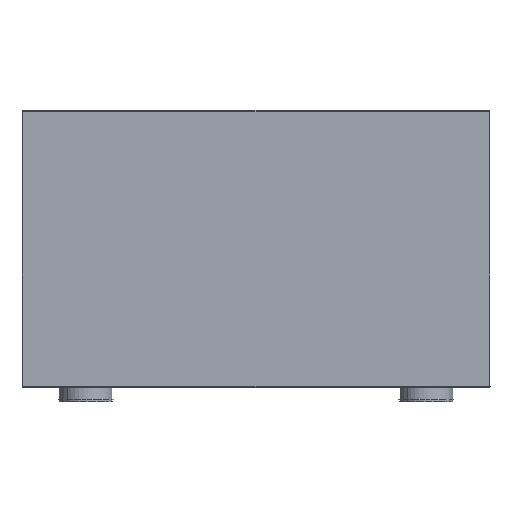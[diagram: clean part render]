
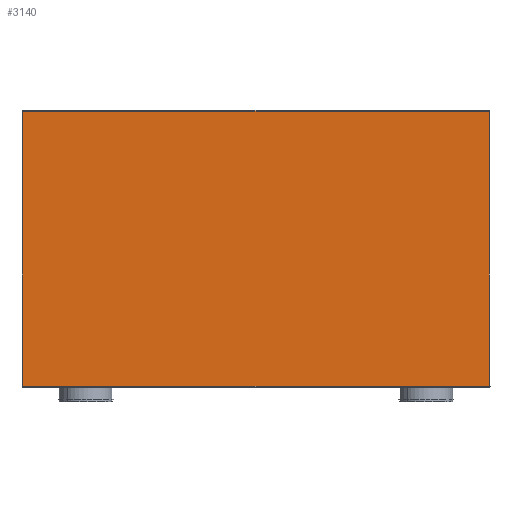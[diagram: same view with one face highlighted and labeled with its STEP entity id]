
A CAD part, top view. The second image highlights one B-rep face of the part: STEP entity #3140.
In plain terms, the highlighted face is planar.
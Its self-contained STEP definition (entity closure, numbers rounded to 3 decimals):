
#300=CARTESIAN_POINT('',(752.,-397.,
-209.));
#310=VERTEX_POINT('',#300);
#340=CARTESIAN_POINT('',(752.,-73.5,
-209.));
#350=DIRECTION('',(0.,-1.,0.));
#360=VECTOR('',#350,1.);
#370=LINE('',#340,#360);
#380=CARTESIAN_POINT('',(752.,-395.929,
-209.));
#390=VERTEX_POINT('',#380);
#400=EDGE_CURVE('',#390,#310,#370,.T.);
#1500=CARTESIAN_POINT('',(1848.,-395.929,-209.));
#1510=VERTEX_POINT('',#1500);
#1540=CARTESIAN_POINT('',(1848.,-397.,-209.));
#1550=DIRECTION('',(0.,-1.,0.));
#1560=VECTOR('',#1550,1.);
#1570=LINE('',#1540,#1560);
#1580=CARTESIAN_POINT('',(1848.,-397.,-209.));
#1590=VERTEX_POINT('',#1580);
#1600=EDGE_CURVE('',#1510,#1590,#1570,.T.);
#2250=CARTESIAN_POINT('',(752.,250.,
-209.));
#2260=VERTEX_POINT('',#2250);
#2680=CARTESIAN_POINT('',(752.,-73.5,
-209.));
#2690=DIRECTION('',(0.,1.,0.));
#2700=VECTOR('',#2690,1.);
#2710=LINE('',#2680,#2700);
#2720=EDGE_CURVE('',#390,#2260,#2710,.T.);
#2840=CARTESIAN_POINT('',(1300.,-74.,-209.));
#2850=DIRECTION('',(0.,0.,-1.));
#2860=DIRECTION('',(1.,0.,0.));
#2870=AXIS2_PLACEMENT_3D('',#2840,#2850,#2860);
#2880=PLANE('',#2870);
#2890=ORIENTED_EDGE('',*,*,#400,.F.);
#2900=CARTESIAN_POINT('',(1299.8,-397.,-209.));
#2910=DIRECTION('',(-1.,0.,0.));
#2920=VECTOR('',#2910,1.);
#2930=LINE('',#2900,#2920);
#2940=EDGE_CURVE('',#1590,#310,#2930,.T.);
#2950=ORIENTED_EDGE('',*,*,#2940,.T.);
#2960=ORIENTED_EDGE('',*,*,#1600,.T.);
#2970=CARTESIAN_POINT('',(1848.,248.729,-209.));
#2980=DIRECTION('',(0.,1.,0.));
#2990=VECTOR('',#2980,1.);
#3000=LINE('',#2970,#2990);
#3010=CARTESIAN_POINT('',(1848.,250.,-209.));
#3020=VERTEX_POINT('',#3010);
#3030=EDGE_CURVE('',#1510,#3020,#3000,.T.);
#3040=ORIENTED_EDGE('',*,*,#3030,.F.);
#3050=CARTESIAN_POINT('',(1300.,250.,-209.));
#3060=DIRECTION('',(1.,0.,0.));
#3070=VECTOR('',#3060,1.);
#3080=LINE('',#3050,#3070);
#3090=EDGE_CURVE('',#2260,#3020,#3080,.T.);
#3100=ORIENTED_EDGE('',*,*,#3090,.T.);
#3110=ORIENTED_EDGE('',*,*,#2720,.T.);
#3120=EDGE_LOOP('',(#3110,#3100,#3040,#2960,#2950,#2890));
#3130=FACE_OUTER_BOUND('',#3120,.T.);
#3140=ADVANCED_FACE('',(#3130),#2880,.T.);
